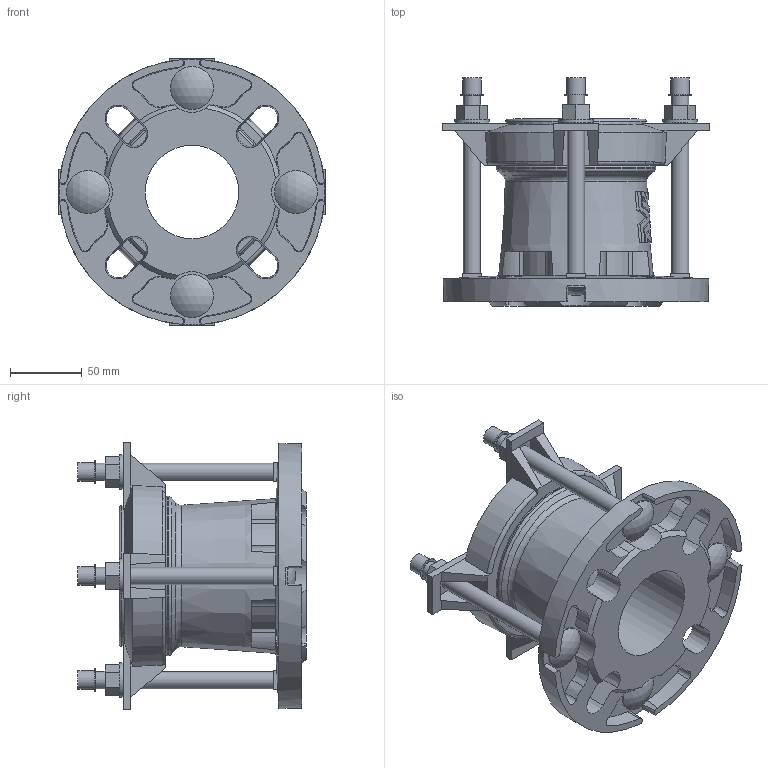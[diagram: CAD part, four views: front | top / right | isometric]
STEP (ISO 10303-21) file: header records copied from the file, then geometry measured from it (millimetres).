
FILE_DESCRIPTION (( 'STEP AP203' ), '1' );
FILE_NAME ('O_603_0_DN50-65_068-085mm_STEP.STEP', '2015-06-19T01:01:51', ( '' ), ( '' ), 'SwSTEP 2.0', 'SolidWorks 2012', '' );
FILE_SCHEMA (( 'CONFIG_CONTROL_DESIGN' ));
Length unit declared in the file: millimetre
Products named in the file (1): O_603_0_DN50-65_068-085mm_STEP
Bounding box: 186.5 x 159 x 186.5 mm (x, y, z)
Volume: 1057966.1 mm3; surface area: 180579.4 mm2
Topology: 1 solids, 1 shells, 353 faces, 951 edges, 625 vertices
Faces by surface type: plane 195, cone 83, cylinder 63, torus 8, sphere 4
Full cylindrical faces by diameter (mm): 12 x8, 13 x4, 16 x4, 24 x4, 30 x4, 65 x1, 85 x1, 98 x1, 111 x1, 185 x1
Entity records: 11480 total; most frequent: CARTESIAN_POINT 2875, ORIENTED_EDGE 1808, DIRECTION 1711, EDGE_CURVE 904, AXIS2_PLACEMENT_3D 663, VERTEX_POINT 615, EDGE_LOOP 433, FACE_OUTER_BOUND 386
